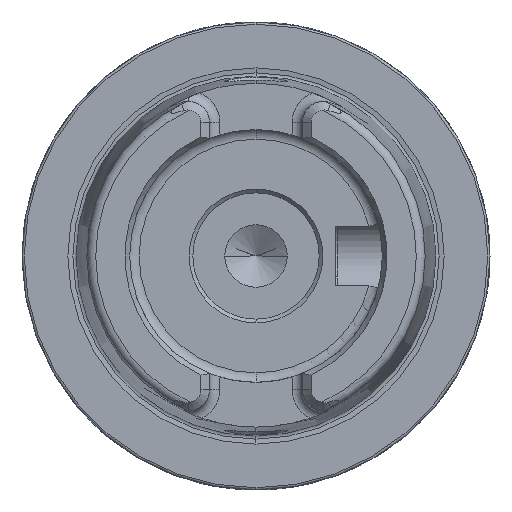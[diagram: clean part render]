
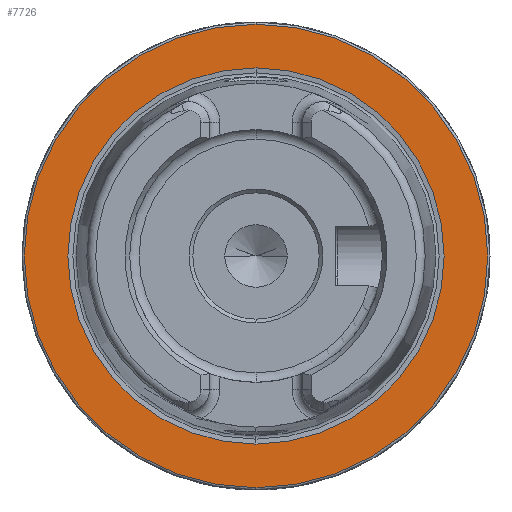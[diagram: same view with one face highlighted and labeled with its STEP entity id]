
A CAD part, left-side view. The second image highlights one B-rep face of the part: STEP entity #7726.
In plain terms, the highlighted planar face has unit normal (-1, 0, 0).
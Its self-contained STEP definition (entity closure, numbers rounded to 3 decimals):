
#671 = CARTESIAN_POINT ( 'NONE',  ( 0., 0., -25.324 ) ) ;
#731 = CARTESIAN_POINT ( 'NONE',  ( 0., 31.2, 0. ) ) ;
#734 = PLANE ( 'NONE',  #5032 ) ;
#736 = DIRECTION ( 'NONE',  ( 1., 0., 0. ) ) ;
#737 = DIRECTION ( 'NONE',  ( 0., 0., -1. ) ) ;
#1654 = AXIS2_PLACEMENT_3D ( 'NONE', #3477, #3478, #3479 ) ;
#1655 = AXIS2_PLACEMENT_3D ( 'NONE', #5953, #3767, #3768 ) ;
#1793 = ORIENTED_EDGE ( 'NONE', *, *, #3282, .F. ) ;
#1794 = ORIENTED_EDGE ( 'NONE', *, *, #7008, .F. ) ;
#1795 = ORIENTED_EDGE ( 'NONE', *, *, #7012, .T. ) ;
#1796 = ORIENTED_EDGE ( 'NONE', *, *, #3281, .T. ) ;
#2440 = FACE_OUTER_BOUND ( 'NONE', #6903, .T. ) ;
#2442 = FACE_BOUND ( 'NONE', #6904, .T. ) ;
#3051 = CARTESIAN_POINT ( 'NONE',  ( 0., 0., 25.324 ) ) ;
#3053 = CARTESIAN_POINT ( 'NONE',  ( 0., 0., 31.2 ) ) ;
#3054 = CARTESIAN_POINT ( 'NONE',  ( 0., 0., -31.2 ) ) ;
#3281 = EDGE_CURVE ( 'NONE', #7307, #7306, #3500, .T. ) ;
#3282 = EDGE_CURVE ( 'NONE', #7304, #7582, #3501, .T. ) ;
#3477 = CARTESIAN_POINT ( 'NONE',  ( 0., 0., 0. ) ) ;
#3478 = DIRECTION ( 'NONE',  ( -1., 0., 0. ) ) ;
#3479 = DIRECTION ( 'NONE',  ( 0., 0., 1. ) ) ;
#3500 = CIRCLE ( 'NONE', #1654, 31.2 ) ;
#3501 = CIRCLE ( 'NONE', #1655, 25.324 ) ;
#3681 = CIRCLE ( 'NONE', #4938, 25.324 ) ;
#3684 = CIRCLE ( 'NONE', #4941, 31.2 ) ;
#3767 = DIRECTION ( 'NONE',  ( -1., 0., 0. ) ) ;
#3768 = DIRECTION ( 'NONE',  ( 0., 0., 1. ) ) ;
#4938 = AXIS2_PLACEMENT_3D ( 'NONE', #5252, #5253, #5254 ) ;
#4941 = AXIS2_PLACEMENT_3D ( 'NONE', #5261, #5262, #5263 ) ;
#5032 = AXIS2_PLACEMENT_3D ( 'NONE', #731, #736, #737 ) ;
#5252 = CARTESIAN_POINT ( 'NONE',  ( 0., 0., 0. ) ) ;
#5253 = DIRECTION ( 'NONE',  ( -1., 0., 0. ) ) ;
#5254 = DIRECTION ( 'NONE',  ( 0., 0., 1. ) ) ;
#5261 = CARTESIAN_POINT ( 'NONE',  ( 0., 0., 0. ) ) ;
#5262 = DIRECTION ( 'NONE',  ( -1., 0., 0. ) ) ;
#5263 = DIRECTION ( 'NONE',  ( 0., 0., 1. ) ) ;
#5953 = CARTESIAN_POINT ( 'NONE',  ( 0., 0., 0. ) ) ;
#6903 = EDGE_LOOP ( 'NONE', ( #1795, #1796 ) ) ;
#6904 = EDGE_LOOP ( 'NONE', ( #1793, #1794 ) ) ;
#7008 = EDGE_CURVE ( 'NONE', #7582, #7304, #3681, .T. ) ;
#7012 = EDGE_CURVE ( 'NONE', #7306, #7307, #3684, .T. ) ;
#7304 = VERTEX_POINT ( 'NONE', #3051 ) ;
#7306 = VERTEX_POINT ( 'NONE', #3053 ) ;
#7307 = VERTEX_POINT ( 'NONE', #3054 ) ;
#7582 = VERTEX_POINT ( 'NONE', #671 ) ;
#7726 = ADVANCED_FACE ( 'NONE', ( #2442, #2440 ), #734, .F. ) ;
